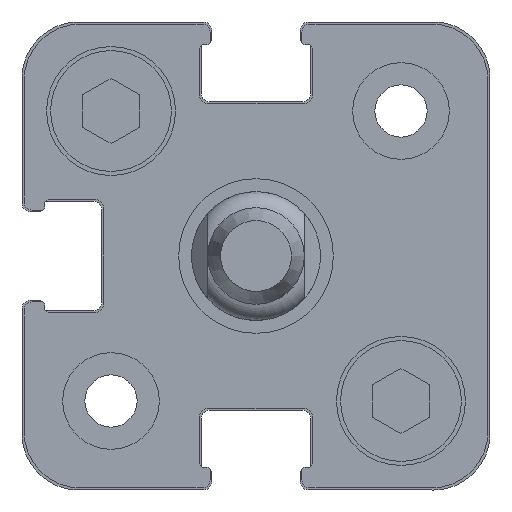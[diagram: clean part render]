
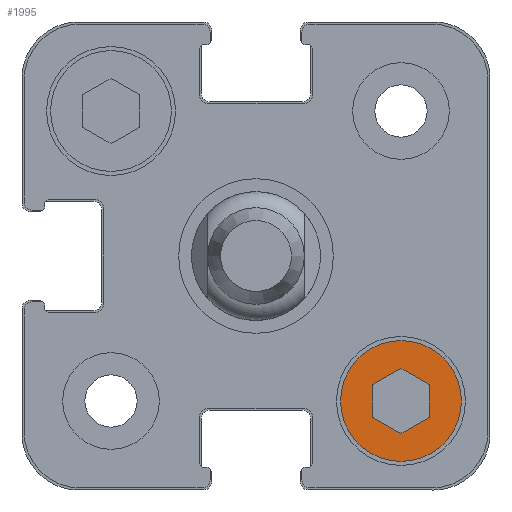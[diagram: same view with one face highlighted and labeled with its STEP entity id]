
A CAD part, front view. The second image highlights one B-rep face of the part: STEP entity #1995.
In plain terms, the highlighted planar face has unit normal (0, -1, 0).
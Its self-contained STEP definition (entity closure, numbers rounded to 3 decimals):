
#1063=CARTESIAN_POINT('',(10.75,-69.0,-7.99));
#1064=VERTEX_POINT('',#1063);
#1071=CARTESIAN_POINT('',(9.,-69.0,-6.979));
#1072=VERTEX_POINT('',#1071);
#1073=CARTESIAN_POINT('',(9.0,-69.0,-6.979));
#1074=DIRECTION('',(0.866,0.0,-0.5));
#1075=VECTOR('',#1074,2.021);
#1076=LINE('',#1073,#1075);
#1077=EDGE_CURVE('',#1072,#1064,#1076,.T.);
#1101=CARTESIAN_POINT('',(10.75,-69.0,-10.01));
#1102=VERTEX_POINT('',#1101);
#1109=CARTESIAN_POINT('',(10.75,-69.0,-7.99));
#1110=DIRECTION('',(0.0,0.0,-1.0));
#1111=VECTOR('',#1110,2.021);
#1112=LINE('',#1109,#1111);
#1113=EDGE_CURVE('',#1064,#1102,#1112,.T.);
#1132=CARTESIAN_POINT('',(9.0,-69.0,-11.021));
#1133=VERTEX_POINT('',#1132);
#1140=CARTESIAN_POINT('',(10.75,-69.0,-10.01));
#1141=DIRECTION('',(-0.866,0.0,-0.5));
#1142=VECTOR('',#1141,2.021);
#1143=LINE('',#1140,#1142);
#1144=EDGE_CURVE('',#1102,#1133,#1143,.T.);
#1163=CARTESIAN_POINT('',(7.25,-69.0,-10.01));
#1164=VERTEX_POINT('',#1163);
#1171=CARTESIAN_POINT('',(9.0,-69.0,-11.021));
#1172=DIRECTION('',(-0.866,0.0,0.5));
#1173=VECTOR('',#1172,2.021);
#1174=LINE('',#1171,#1173);
#1175=EDGE_CURVE('',#1133,#1164,#1174,.T.);
#1194=CARTESIAN_POINT('',(7.25,-69.0,-7.99));
#1195=VERTEX_POINT('',#1194);
#1202=CARTESIAN_POINT('',(7.25,-69.0,-10.01));
#1203=DIRECTION('',(0.0,0.0,1.0));
#1204=VECTOR('',#1203,2.021);
#1205=LINE('',#1202,#1204);
#1206=EDGE_CURVE('',#1164,#1195,#1205,.T.);
#1224=CARTESIAN_POINT('',(7.25,-69.0,-7.99));
#1225=DIRECTION('',(0.866,0.0,0.5));
#1226=VECTOR('',#1225,2.021);
#1227=LINE('',#1224,#1226);
#1228=EDGE_CURVE('',#1195,#1072,#1227,.T.);
#1332=CARTESIAN_POINT('',(12.75,-69.0,-9.));
#1333=VERTEX_POINT('',#1332);
#1334=CARTESIAN_POINT('',(9.0,-69.0,-9.0));
#1335=DIRECTION('',(0.0,-1.0,0.0));
#1336=DIRECTION('',(-1.0,0.0,0.0));
#1337=AXIS2_PLACEMENT_3D('',#1334,#1335,#1336);
#1338=CIRCLE('',#1337,3.75);
#1339=EDGE_CURVE('',#1333,#1333,#1338,.T.);
#1979=CARTESIAN_POINT('',(-0.728,-69.0,0.));
#1980=DIRECTION('',(0.0,1.0,0.0));
#1981=DIRECTION('',(0.0,0.0,1.0));
#1982=AXIS2_PLACEMENT_3D('',#1979,#1980,#1981);
#1983=PLANE('',#1982);
#1984=ORIENTED_EDGE('',*,*,#1339,.T.);
#1985=EDGE_LOOP('',(#1984));
#1986=FACE_OUTER_BOUND('',#1985,.T.);
#1987=ORIENTED_EDGE('',*,*,#1077,.T.);
#1988=ORIENTED_EDGE('',*,*,#1113,.T.);
#1989=ORIENTED_EDGE('',*,*,#1144,.T.);
#1990=ORIENTED_EDGE('',*,*,#1175,.T.);
#1991=ORIENTED_EDGE('',*,*,#1206,.T.);
#1992=ORIENTED_EDGE('',*,*,#1228,.T.);
#1993=EDGE_LOOP('',(#1987,#1988,#1989,#1990,#1991,#1992));
#1994=FACE_BOUND('',#1993,.T.);
#1995=ADVANCED_FACE('',(#1986,#1994),#1983,.F.);
